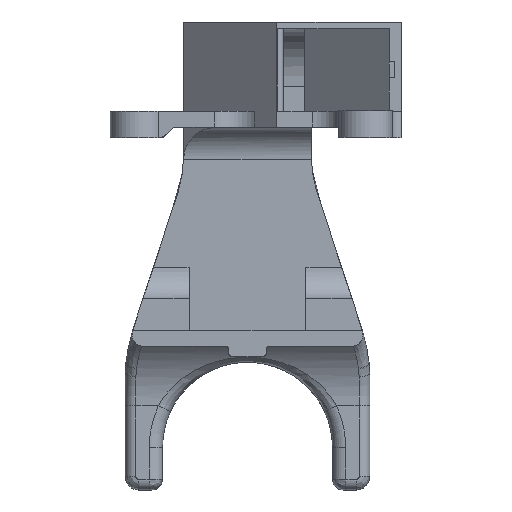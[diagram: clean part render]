
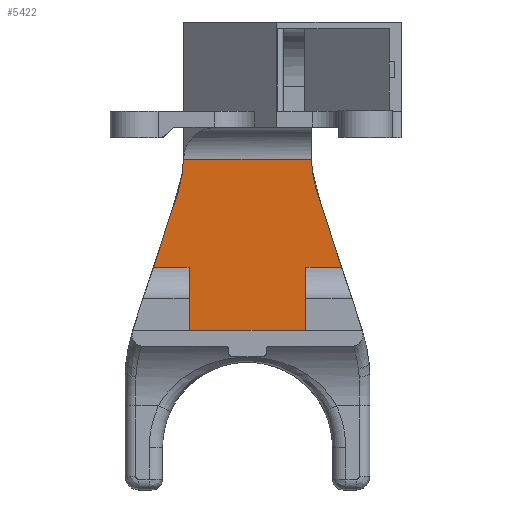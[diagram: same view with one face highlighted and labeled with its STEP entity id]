
A CAD part, top view. The second image highlights one B-rep face of the part: STEP entity #5422.
In plain terms, the highlighted planar face has unit normal (0, 0, 1).
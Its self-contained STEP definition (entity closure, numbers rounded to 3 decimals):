
#411=(
BOUNDED_CURVE()
B_SPLINE_CURVE(5,(#9070,#9071,#9072,#9073,#9074,#9075,#9076,#9077,#9078,
#9079,#9080,#9081,#9082,#9083,#9084),.UNSPECIFIED.,.F.,.F.)
B_SPLINE_CURVE_WITH_KNOTS((6,1,1,1,1,1,1,1,1,1,6),(0.398,0.4,
0.467,0.533,0.6,0.667,0.733,
0.8,0.867,0.933,0.986),
 .UNSPECIFIED.)
CURVE()
GEOMETRIC_REPRESENTATION_ITEM()
RATIONAL_B_SPLINE_CURVE((1.,1.,1.,1.,1.,1.,1.,1.,1.,1.,1.,1.,1.,1.,1.))
REPRESENTATION_ITEM('')
);
#412=(
BOUNDED_CURVE()
B_SPLINE_CURVE(5,(#9086,#9087,#9088,#9089,#9090,#9091,#9092,#9093,#9094,
#9095,#9096,#9097,#9098,#9099,#9100),.UNSPECIFIED.,.F.,.F.)
B_SPLINE_CURVE_WITH_KNOTS((6,1,1,1,1,1,1,1,1,1,6),(-1.,-0.933,
-0.867,-0.8,-0.733,-0.667,-0.6,-0.533,
-0.467,-0.4,-0.398),.UNSPECIFIED.)
CURVE()
GEOMETRIC_REPRESENTATION_ITEM()
RATIONAL_B_SPLINE_CURVE((1.,1.,1.,1.,1.,1.,1.,1.,1.,1.,1.,1.,1.,1.,1.))
REPRESENTATION_ITEM('')
);
#494=PLANE('',#5821);
#680=FACE_OUTER_BOUND('',#982,.T.);
#982=EDGE_LOOP('',(#4358,#4359,#4360,#4361,#4362,#4363,#4364,#4365,#4366));
#1193=LINE('',#7392,#1582);
#1396=LINE('',#8940,#1785);
#1398=LINE('',#8971,#1787);
#1402=LINE('',#8985,#1791);
#1408=LINE('',#9061,#1797);
#1412=LINE('',#9068,#1801);
#1413=LINE('',#9085,#1802);
#1582=VECTOR('',#6139,10.);
#1785=VECTOR('',#6704,6.);
#1787=VECTOR('',#6708,6.);
#1791=VECTOR('',#6724,10.);
#1797=VECTOR('',#6734,10.);
#1801=VECTOR('',#6742,10.);
#1802=VECTOR('',#6743,10.);
#2167=VERTEX_POINT('',#7389);
#2168=VERTEX_POINT('',#7391);
#2457=VERTEX_POINT('',#8936);
#2459=VERTEX_POINT('',#8939);
#2462=VERTEX_POINT('',#8957);
#2463=VERTEX_POINT('',#8970);
#2467=VERTEX_POINT('',#8984);
#2473=VERTEX_POINT('',#9060);
#2475=VERTEX_POINT('',#9069);
#2724=EDGE_CURVE('',#2168,#2167,#1193,.T.);
#3152=EDGE_CURVE('',#2457,#2459,#1396,.T.);
#3156=EDGE_CURVE('',#2462,#2463,#1398,.T.);
#3163=EDGE_CURVE('',#2467,#2463,#1402,.T.);
#3175=EDGE_CURVE('',#2457,#2473,#1408,.T.);
#3179=EDGE_CURVE('',#2473,#2467,#1412,.T.);
#3180=EDGE_CURVE('',#2462,#2475,#411,.T.);
#3181=EDGE_CURVE('',#2168,#2475,#1413,.T.);
#3182=EDGE_CURVE('',#2167,#2459,#412,.T.);
#4358=ORIENTED_EDGE('',*,*,#3175,.T.);
#4359=ORIENTED_EDGE('',*,*,#3179,.T.);
#4360=ORIENTED_EDGE('',*,*,#3163,.T.);
#4361=ORIENTED_EDGE('',*,*,#3156,.F.);
#4362=ORIENTED_EDGE('',*,*,#3180,.T.);
#4363=ORIENTED_EDGE('',*,*,#3181,.F.);
#4364=ORIENTED_EDGE('',*,*,#2724,.T.);
#4365=ORIENTED_EDGE('',*,*,#3182,.T.);
#4366=ORIENTED_EDGE('',*,*,#3152,.F.);
#5422=ADVANCED_FACE('',(#680),#494,.T.);
#5821=AXIS2_PLACEMENT_3D('',#9067,#6740,#6741);
#6139=DIRECTION('',(0.,1.,0.));
#6704=DIRECTION('',(-1.,0.,0.));
#6708=DIRECTION('',(-1.,0.,0.));
#6724=DIRECTION('',(0.,1.,0.));
#6734=DIRECTION('',(0.,-1.,0.));
#6740=DIRECTION('center_axis',(0.,0.,1.));
#6741=DIRECTION('ref_axis',(1.,0.,0.));
#6742=DIRECTION('',(1.,0.,0.));
#6743=DIRECTION('',(1.,0.,0.));
#7389=CARTESIAN_POINT('',(-12.,39.,12.));
#7391=CARTESIAN_POINT('',(-12.,38.2,12.));
#7392=CARTESIAN_POINT('',(-12.,40.,12.));
#8936=CARTESIAN_POINT('',(-11.,17.916,12.));
#8939=CARTESIAN_POINT('',(-17.684,17.916,12.));
#8940=CARTESIAN_POINT('',(-5.5,17.916,12.));
#8957=CARTESIAN_POINT('',(17.684,17.916,12.));
#8970=CARTESIAN_POINT('',(11.,17.916,12.));
#8971=CARTESIAN_POINT('',(9.836,17.916,12.));
#8984=CARTESIAN_POINT('',(11.,6.,12.));
#8985=CARTESIAN_POINT('',(11.,14.,12.));
#9060=CARTESIAN_POINT('',(-11.,6.,12.));
#9061=CARTESIAN_POINT('',(-11.,11.,12.));
#9067=CARTESIAN_POINT('Origin',(0.,16.,12.));
#9068=CARTESIAN_POINT('',(10.797,6.,12.));
#9069=CARTESIAN_POINT('',(12.015,38.2,12.));
#9070=CARTESIAN_POINT('Ctrl Pts',(17.684,17.916,12.));
#9071=CARTESIAN_POINT('Ctrl Pts',(17.68,17.931,12.));
#9072=CARTESIAN_POINT('Ctrl Pts',(17.494,18.503,12.));
#9073=CARTESIAN_POINT('Ctrl Pts',(17.133,19.625,12.));
#9074=CARTESIAN_POINT('Ctrl Pts',(16.59,21.312,12.));
#9075=CARTESIAN_POINT('Ctrl Pts',(15.802,23.677,12.));
#9076=CARTESIAN_POINT('Ctrl Pts',(15.028,25.999,12.));
#9077=CARTESIAN_POINT('Ctrl Pts',(14.696,27.103,12.));
#9078=CARTESIAN_POINT('Ctrl Pts',(14.611,27.444,12.));
#9079=CARTESIAN_POINT('Ctrl Pts',(14.018,28.922,12.));
#9080=CARTESIAN_POINT('Ctrl Pts',(13.127,31.502,12.));
#9081=CARTESIAN_POINT('Ctrl Pts',(12.448,34.18,12.));
#9082=CARTESIAN_POINT('Ctrl Pts',(12.136,36.261,12.));
#9083=CARTESIAN_POINT('Ctrl Pts',(12.038,37.606,12.));
#9084=CARTESIAN_POINT('Ctrl Pts',(12.015,38.2,12.));
#9085=CARTESIAN_POINT('',(4.425,38.2,12.));
#9086=CARTESIAN_POINT('Ctrl Pts',(-12.,39.,12.));
#9087=CARTESIAN_POINT('Ctrl Pts',(-12.,38.246,12.));
#9088=CARTESIAN_POINT('Ctrl Pts',(-12.068,36.738,12.));
#9089=CARTESIAN_POINT('Ctrl Pts',(-12.372,34.482,12.));
#9090=CARTESIAN_POINT('Ctrl Pts',(-13.088,31.616,12.));
#9091=CARTESIAN_POINT('Ctrl Pts',(-14.018,28.922,12.));
#9092=CARTESIAN_POINT('Ctrl Pts',(-14.611,27.444,12.));
#9093=CARTESIAN_POINT('Ctrl Pts',(-14.696,27.103,12.));
#9094=CARTESIAN_POINT('Ctrl Pts',(-15.028,25.999,12.));
#9095=CARTESIAN_POINT('Ctrl Pts',(-15.802,23.677,12.));
#9096=CARTESIAN_POINT('Ctrl Pts',(-16.59,21.312,12.));
#9097=CARTESIAN_POINT('Ctrl Pts',(-17.133,19.625,12.));
#9098=CARTESIAN_POINT('Ctrl Pts',(-17.494,18.503,12.));
#9099=CARTESIAN_POINT('Ctrl Pts',(-17.68,17.931,12.));
#9100=CARTESIAN_POINT('Ctrl Pts',(-17.684,17.916,12.));
